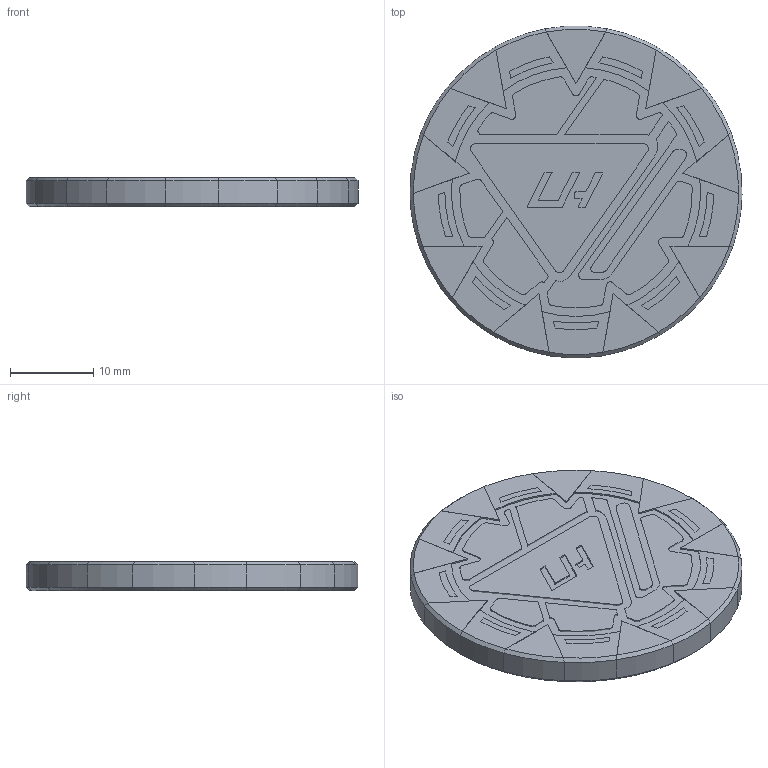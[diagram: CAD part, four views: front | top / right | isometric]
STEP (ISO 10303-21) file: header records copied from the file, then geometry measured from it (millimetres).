
FILE_DESCRIPTION(/* description */ ('','CAx-IF Rec.Pracs.---Representation and Presentation of Product Manufacturing Information (PMI)---4.0---2014-10-13'),/* implementation_level */ '2;1');
FILE_NAME(/* name */ 'LH Stinger - MakerChip.step',/* time_stamp */ '2025-02-26T01:31:27Z',/* author */ (''),/* organization */ (''),/* preprocessor_version */ 'ST-DEVELOPER v20',/* originating_system */ 'Autodesk Translation Framework v13.20.0.188',/* authorisation */ '');
FILE_SCHEMA (('AP242_MANAGED_MODEL_BASED_3D_ENGINEERING_MIM_LF { 1 0 10303 442 1 1 4 }'));
Length unit declared in the file: millimetre
Products named in the file (15): Maker_Chip_Voron; Rim; Outer Triangles; Inner Fill; LH Triangle; Inner Design Fill; LH Text; Lines; BT Round Tri; Component16; Component17; BT Triangle; BT Triangle Tip; BT Inner Fill; BT Lines
Assembly tree (14 placements, depth 4):
  Maker_Chip_Voron
    Rim
    Outer Triangles
    Inner Fill
    LH Triangle
    Inner Design Fill
    LH Text
    Lines
    BT Round Tri
      Component16
        Component17
    BT Triangle
    BT Triangle Tip
    BT Inner Fill
    BT Lines
Bounding box: 39.99 x 39.93 x 3.51 mm (x, y, z)
Volume: 4861.8 mm3; surface area: 8932.5 mm2
Topology: 52 solids, 52 shells, 616 faces, 1539 edges, 1026 vertices
Faces by surface type: plane 338, cylinder 174, bspline 68, cone 36
Entity records: 20277 total; most frequent: CARTESIAN_POINT 5439, ORIENTED_EDGE 3078, DIRECTION 2835, EDGE_CURVE 1539, VERTEX_POINT 1026, AXIS2_PLACEMENT_3D 962, LINE 911, VECTOR 911
